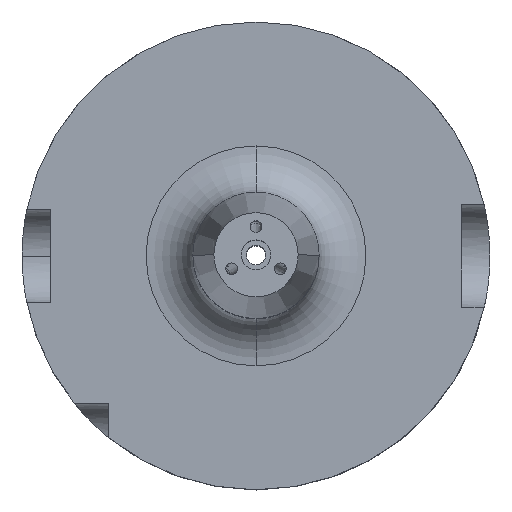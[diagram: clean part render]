
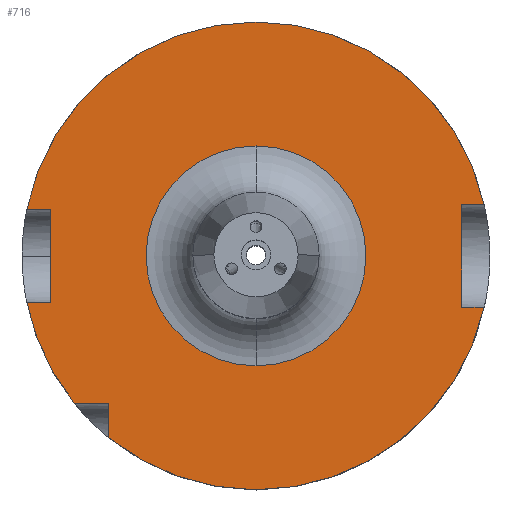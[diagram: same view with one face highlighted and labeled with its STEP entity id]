
A CAD part, top view. The second image highlights one B-rep face of the part: STEP entity #716.
In plain terms, the highlighted planar face has unit normal (0, 0, 1).
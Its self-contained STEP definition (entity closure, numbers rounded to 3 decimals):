
#86 = VERTEX_POINT ( 'NONE', #3057 ) ;
#166 = AXIS2_PLACEMENT_3D ( 'NONE', #1440, #3420, #848 ) ;
#169 = DIRECTION ( 'NONE',  ( 0., 1., 0. ) ) ;
#230 = LINE ( 'NONE', #1985, #1746 ) ;
#317 = DIRECTION ( 'NONE',  ( 1., 0., 0. ) ) ;
#320 = PLANE ( 'NONE',  #1317 ) ;
#344 = EDGE_CURVE ( 'NONE', #785, #1547, #614, .T. ) ;
#401 = DIRECTION ( 'NONE',  ( -1., 0., 0. ) ) ;
#426 = VECTOR ( 'NONE', #996, 1000. ) ;
#460 = ORIENTED_EDGE ( 'NONE', *, *, #1453, .F. ) ;
#491 = DIRECTION ( 'NONE',  ( -1., 0., 0. ) ) ;
#510 = CARTESIAN_POINT ( 'NONE',  ( 0., -31.5, 29. ) ) ;
#519 = EDGE_CURVE ( 'NONE', #3603, #3530, #3137, .T. ) ;
#529 = LINE ( 'NONE', #700, #426 ) ;
#549 = EDGE_CURVE ( 'NONE', #3603, #86, #3310, .T. ) ;
#596 = EDGE_LOOP ( 'NONE', ( #1637, #3153, #961, #3235, #1054, #1786, #2569, #1141, #1882, #460, #1214, #2751 ) ) ;
#614 = LINE ( 'NONE', #2021, #3578 ) ;
#700 = CARTESIAN_POINT ( 'NONE',  ( 44., -11., 29. ) ) ;
#716 = ADVANCED_FACE ( 'NONE', ( #3529, #2950 ), #320, .T. ) ;
#753 = DIRECTION ( 'NONE',  ( 0., -1., 0. ) ) ;
#784 = ORIENTED_EDGE ( 'NONE', *, *, #2857, .T. ) ;
#785 = VERTEX_POINT ( 'NONE', #1334 ) ;
#795 = CARTESIAN_POINT ( 'NONE',  ( 48.775, 11., 29. ) ) ;
#796 = LINE ( 'NONE', #510, #2989 ) ;
#797 = CARTESIAN_POINT ( 'NONE',  ( 0., 0., 29. ) ) ;
#835 = CARTESIAN_POINT ( 'NONE',  ( 0., 23.5, 29. ) ) ;
#848 = DIRECTION ( 'NONE',  ( 0., -1., 0. ) ) ;
#875 = VERTEX_POINT ( 'NONE', #3069 ) ;
#891 = EDGE_CURVE ( 'NONE', #785, #2848, #979, .T. ) ;
#961 = ORIENTED_EDGE ( 'NONE', *, *, #3217, .F. ) ;
#972 = EDGE_CURVE ( 'NONE', #86, #2612, #2224, .T. ) ;
#975 = CARTESIAN_POINT ( 'NONE',  ( -44., 10., 29. ) ) ;
#979 = CIRCLE ( 'NONE', #2868, 50. ) ;
#996 = DIRECTION ( 'NONE',  ( 0., -1., 0. ) ) ;
#1017 = CARTESIAN_POINT ( 'NONE',  ( -48.99, -10., 29. ) ) ;
#1054 = ORIENTED_EDGE ( 'NONE', *, *, #2364, .F. ) ;
#1091 = DIRECTION ( 'NONE',  ( 0., 1., 0. ) ) ;
#1141 = ORIENTED_EDGE ( 'NONE', *, *, #519, .T. ) ;
#1144 = CARTESIAN_POINT ( 'NONE',  ( -31.5, 44., 29. ) ) ;
#1164 = DIRECTION ( 'NONE',  ( 0., 0., -1. ) ) ;
#1214 = ORIENTED_EDGE ( 'NONE', *, *, #2653, .F. ) ;
#1238 = DIRECTION ( 'NONE',  ( 0., 0., -1. ) ) ;
#1317 = AXIS2_PLACEMENT_3D ( 'NONE', #3558, #2621, #2634 ) ;
#1319 = CARTESIAN_POINT ( 'NONE',  ( 0., 0., 29. ) ) ;
#1334 = CARTESIAN_POINT ( 'NONE',  ( -48.99, 10., 29. ) ) ;
#1339 = EDGE_CURVE ( 'NONE', #1378, #2625, #3409, .T. ) ;
#1378 = VERTEX_POINT ( 'NONE', #835 ) ;
#1386 = LINE ( 'NONE', #2753, #2023 ) ;
#1405 = CARTESIAN_POINT ( 'NONE',  ( -44., -10., 29. ) ) ;
#1440 = CARTESIAN_POINT ( 'NONE',  ( 0., 0., 29. ) ) ;
#1453 = EDGE_CURVE ( 'NONE', #1458, #875, #3205, .T. ) ;
#1458 = VERTEX_POINT ( 'NONE', #795 ) ;
#1508 = VERTEX_POINT ( 'NONE', #1995 ) ;
#1547 = VERTEX_POINT ( 'NONE', #975 ) ;
#1610 = DIRECTION ( 'NONE',  ( 0., 1., 0. ) ) ;
#1612 = DIRECTION ( 'NONE',  ( 0., 1., 0. ) ) ;
#1637 = ORIENTED_EDGE ( 'NONE', *, *, #344, .T. ) ;
#1700 = EDGE_CURVE ( 'NONE', #1508, #1952, #2301, .T. ) ;
#1746 = VECTOR ( 'NONE', #2571, 1000. ) ;
#1767 = CARTESIAN_POINT ( 'NONE',  ( 0., 0., 29. ) ) ;
#1786 = ORIENTED_EDGE ( 'NONE', *, *, #972, .F. ) ;
#1835 = DIRECTION ( 'NONE',  ( 0., 0., -1. ) ) ;
#1853 = CARTESIAN_POINT ( 'NONE',  ( 44., -11., 29. ) ) ;
#1882 = ORIENTED_EDGE ( 'NONE', *, *, #2481, .F. ) ;
#1952 = VERTEX_POINT ( 'NONE', #1017 ) ;
#1978 = DIRECTION ( 'NONE',  ( 0., 1., 0. ) ) ;
#1985 = CARTESIAN_POINT ( 'NONE',  ( -54., -10., 29. ) ) ;
#1995 = CARTESIAN_POINT ( 'NONE',  ( -38.83, -31.5, 29. ) ) ;
#2021 = CARTESIAN_POINT ( 'NONE',  ( -54., 10., 29. ) ) ;
#2023 = VECTOR ( 'NONE', #753, 1000. ) ;
#2204 = AXIS2_PLACEMENT_3D ( 'NONE', #1319, #3332, #1612 ) ;
#2224 = LINE ( 'NONE', #1144, #3679 ) ;
#2255 = CIRCLE ( 'NONE', #3115, 50. ) ;
#2292 = CARTESIAN_POINT ( 'NONE',  ( 0., 0., 29. ) ) ;
#2301 = CIRCLE ( 'NONE', #2204, 50. ) ;
#2346 = VECTOR ( 'NONE', #401, 1000. ) ;
#2364 = EDGE_CURVE ( 'NONE', #2612, #1508, #796, .T. ) ;
#2481 = EDGE_CURVE ( 'NONE', #875, #3530, #529, .T. ) ;
#2506 = CARTESIAN_POINT ( 'NONE',  ( 48.775, -11., 29. ) ) ;
#2569 = ORIENTED_EDGE ( 'NONE', *, *, #549, .F. ) ;
#2571 = DIRECTION ( 'NONE',  ( 1., 0., 0. ) ) ;
#2612 = VERTEX_POINT ( 'NONE', #2778 ) ;
#2621 = DIRECTION ( 'NONE',  ( 0., 0., 1. ) ) ;
#2625 = VERTEX_POINT ( 'NONE', #3066 ) ;
#2630 = CARTESIAN_POINT ( 'NONE',  ( 54., -11., 29. ) ) ;
#2634 = DIRECTION ( 'NONE',  ( 0., -1., 0. ) ) ;
#2653 = EDGE_CURVE ( 'NONE', #2848, #1458, #2255, .T. ) ;
#2735 = AXIS2_PLACEMENT_3D ( 'NONE', #1767, #1835, #169 ) ;
#2751 = ORIENTED_EDGE ( 'NONE', *, *, #891, .F. ) ;
#2753 = CARTESIAN_POINT ( 'NONE',  ( -44., -10., 29. ) ) ;
#2778 = CARTESIAN_POINT ( 'NONE',  ( -31.5, -31.5, 29. ) ) ;
#2792 = CARTESIAN_POINT ( 'NONE',  ( 54., 11., 29. ) ) ;
#2807 = DIRECTION ( 'NONE',  ( 0., 0., -1. ) ) ;
#2848 = VERTEX_POINT ( 'NONE', #3532 ) ;
#2857 = EDGE_CURVE ( 'NONE', #2625, #1378, #3352, .T. ) ;
#2868 = AXIS2_PLACEMENT_3D ( 'NONE', #2292, #1164, #1978 ) ;
#2950 = FACE_OUTER_BOUND ( 'NONE', #596, .T. ) ;
#2968 = CARTESIAN_POINT ( 'NONE',  ( 0., 0., 29. ) ) ;
#2989 = VECTOR ( 'NONE', #3655, 1000. ) ;
#3047 = EDGE_CURVE ( 'NONE', #1547, #3105, #1386, .T. ) ;
#3057 = CARTESIAN_POINT ( 'NONE',  ( -31.5, -38.83, 29. ) ) ;
#3066 = CARTESIAN_POINT ( 'NONE',  ( 0., -23.5, 29. ) ) ;
#3069 = CARTESIAN_POINT ( 'NONE',  ( 44., 11., 29. ) ) ;
#3072 = EDGE_LOOP ( 'NONE', ( #784, #3074 ) ) ;
#3074 = ORIENTED_EDGE ( 'NONE', *, *, #1339, .T. ) ;
#3105 = VERTEX_POINT ( 'NONE', #1405 ) ;
#3115 = AXIS2_PLACEMENT_3D ( 'NONE', #797, #2807, #1091 ) ;
#3137 = LINE ( 'NONE', #2630, #2346 ) ;
#3153 = ORIENTED_EDGE ( 'NONE', *, *, #3047, .T. ) ;
#3205 = LINE ( 'NONE', #2792, #3721 ) ;
#3217 = EDGE_CURVE ( 'NONE', #1952, #3105, #230, .T. ) ;
#3235 = ORIENTED_EDGE ( 'NONE', *, *, #1700, .F. ) ;
#3248 = DIRECTION ( 'NONE',  ( 0., -1., 0. ) ) ;
#3310 = CIRCLE ( 'NONE', #2735, 50. ) ;
#3332 = DIRECTION ( 'NONE',  ( 0., 0., -1. ) ) ;
#3352 = CIRCLE ( 'NONE', #3642, 23.5 ) ;
#3409 = CIRCLE ( 'NONE', #166, 23.5 ) ;
#3420 = DIRECTION ( 'NONE',  ( 0., 0., -1. ) ) ;
#3529 = FACE_BOUND ( 'NONE', #3072, .T. ) ;
#3530 = VERTEX_POINT ( 'NONE', #1853 ) ;
#3532 = CARTESIAN_POINT ( 'NONE',  ( 0., 50., 29. ) ) ;
#3558 = CARTESIAN_POINT ( 'NONE',  ( 0., 44., 29. ) ) ;
#3578 = VECTOR ( 'NONE', #317, 1000. ) ;
#3603 = VERTEX_POINT ( 'NONE', #2506 ) ;
#3642 = AXIS2_PLACEMENT_3D ( 'NONE', #2968, #1238, #3248 ) ;
#3655 = DIRECTION ( 'NONE',  ( -1., 0., 0. ) ) ;
#3679 = VECTOR ( 'NONE', #1610, 1000. ) ;
#3721 = VECTOR ( 'NONE', #491, 1000. ) ;
